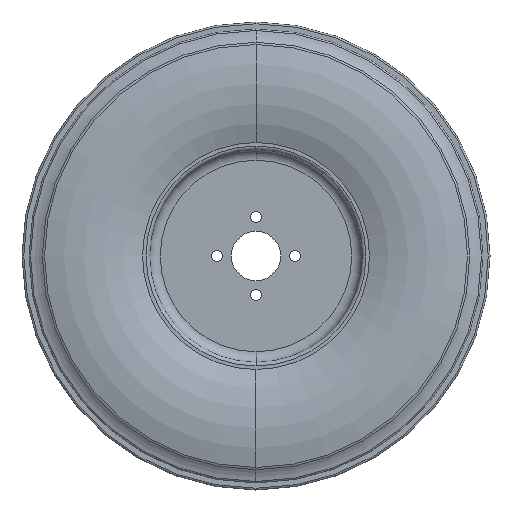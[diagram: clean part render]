
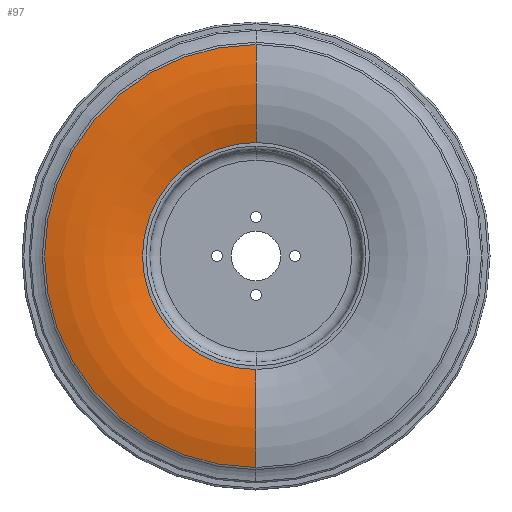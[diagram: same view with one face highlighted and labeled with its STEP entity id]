
A CAD part, left-side view. The second image highlights one B-rep face of the part: STEP entity #97.
In plain terms, the highlighted toroidal (fillet/blend) face has major radius 153.1 mm and minor radius 127 mm.
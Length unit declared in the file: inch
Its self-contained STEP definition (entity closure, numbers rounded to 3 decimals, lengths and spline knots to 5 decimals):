
#13 = DIRECTION ( 'NONE',  ( 0., 0., 1. ) ) ;
#97 = ADVANCED_FACE ( 'NONE', ( #168 ), #1324, .T. ) ;
#115 = CARTESIAN_POINT ( 'NONE',  ( -2.22109, 0., -7.45626 ) ) ;
#125 = CIRCLE ( 'NONE', #1025, 5. ) ;
#168 = FACE_OUTER_BOUND ( 'NONE', #338, .T. ) ;
#202 = VERTEX_POINT ( 'NONE', #851 ) ;
#228 = CARTESIAN_POINT ( 'NONE',  ( 2.57044, 0., -6.02757 ) ) ;
#263 = CARTESIAN_POINT ( 'NONE',  ( 2.57044, 0., 6.02757 ) ) ;
#304 = DIRECTION ( 'NONE',  ( -1., 0., 0. ) ) ;
#310 = EDGE_CURVE ( 'NONE', #1974, #1365, #1988, .T. ) ;
#338 = EDGE_LOOP ( 'NONE', ( #461, #2015, #1717, #1388 ) ) ;
#366 = EDGE_CURVE ( 'NONE', #1365, #202, #125, .T. ) ;
#384 = DIRECTION ( 'NONE',  ( 0., 0., 1. ) ) ;
#393 = AXIS2_PLACEMENT_3D ( 'NONE', #263, #1275, #898 ) ;
#461 = ORIENTED_EDGE ( 'NONE', *, *, #310, .T. ) ;
#492 = AXIS2_PLACEMENT_3D ( 'NONE', #926, #304, #13 ) ;
#515 = CARTESIAN_POINT ( 'NONE',  ( -2.22109, 0., 7.45626 ) ) ;
#564 = DIRECTION ( 'NONE',  ( -1., 0., 0. ) ) ;
#565 = CARTESIAN_POINT ( 'NONE',  ( -2.22109, 0., 0. ) ) ;
#624 = CIRCLE ( 'NONE', #1332, 4. ) ;
#851 = CARTESIAN_POINT ( 'NONE',  ( -2., 0., -4. ) ) ;
#898 = DIRECTION ( 'NONE',  ( 0., 0., -1. ) ) ;
#926 = CARTESIAN_POINT ( 'NONE',  ( 2.57044, 0., 0. ) ) ;
#1025 = AXIS2_PLACEMENT_3D ( 'NONE', #228, #1047, #1175 ) ;
#1047 = DIRECTION ( 'NONE',  ( 0., 1., 0. ) ) ;
#1089 = CIRCLE ( 'NONE', #393, 5. ) ;
#1175 = DIRECTION ( 'NONE',  ( 0., 0., 1. ) ) ;
#1275 = DIRECTION ( 'NONE',  ( 0., -1., 0. ) ) ;
#1324 = TOROIDAL_SURFACE ( 'NONE', #492, 6.02757, 5. ) ;
#1332 = AXIS2_PLACEMENT_3D ( 'NONE', #1972, #564, #384 ) ;
#1358 = AXIS2_PLACEMENT_3D ( 'NONE', #565, #2011, #1849 ) ;
#1365 = VERTEX_POINT ( 'NONE', #115 ) ;
#1388 = ORIENTED_EDGE ( 'NONE', *, *, #1769, .F. ) ;
#1411 = VERTEX_POINT ( 'NONE', #1756 ) ;
#1717 = ORIENTED_EDGE ( 'NONE', *, *, #2018, .F. ) ;
#1756 = CARTESIAN_POINT ( 'NONE',  ( -2., 0., 4. ) ) ;
#1769 = EDGE_CURVE ( 'NONE', #1974, #1411, #1089, .T. ) ;
#1849 = DIRECTION ( 'NONE',  ( 0., 0., -1. ) ) ;
#1972 = CARTESIAN_POINT ( 'NONE',  ( -2., 0., 0. ) ) ;
#1974 = VERTEX_POINT ( 'NONE', #515 ) ;
#1988 = CIRCLE ( 'NONE', #1358, 7.45626 ) ;
#2011 = DIRECTION ( 'NONE',  ( -1., 0., 0. ) ) ;
#2015 = ORIENTED_EDGE ( 'NONE', *, *, #366, .T. ) ;
#2018 = EDGE_CURVE ( 'NONE', #1411, #202, #624, .T. ) ;
